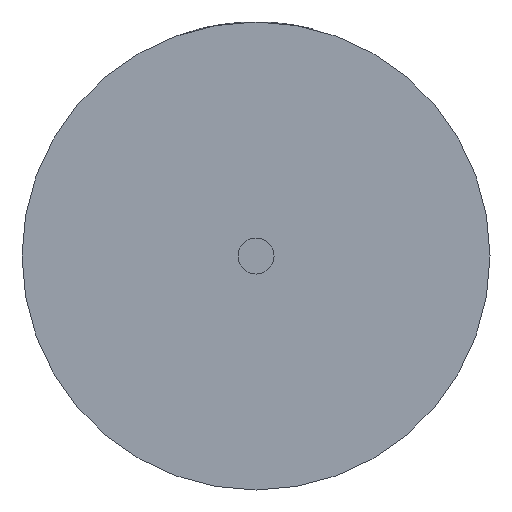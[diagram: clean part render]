
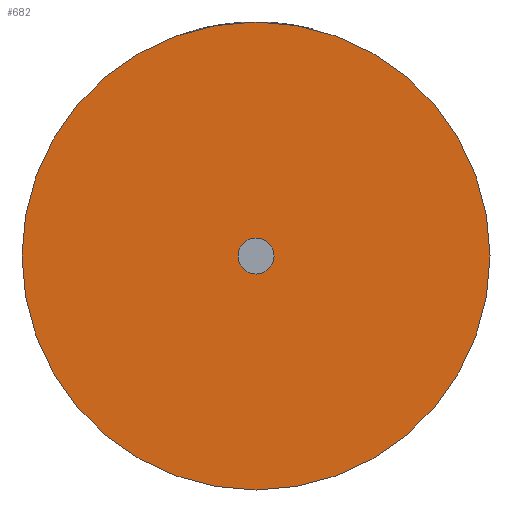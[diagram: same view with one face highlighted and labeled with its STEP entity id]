
A CAD part, front view. The second image highlights one B-rep face of the part: STEP entity #682.
In plain terms, the highlighted planar face has unit normal (0, -1, 0).
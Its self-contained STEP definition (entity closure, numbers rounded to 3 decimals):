
#62 = FACE_OUTER_BOUND ( 'NONE', #595, .T. ) ;
#77 = CARTESIAN_POINT ( 'NONE',  ( 0., 0., -6.5 ) ) ;
#94 = DIRECTION ( 'NONE',  ( 0., 0., 1. ) ) ;
#100 = CIRCLE ( 'NONE', #1240, 0.5 ) ;
#120 = CIRCLE ( 'NONE', #358, 0.5 ) ;
#170 = CARTESIAN_POINT ( 'NONE',  ( 0., 0., 0. ) ) ;
#266 = CARTESIAN_POINT ( 'NONE',  ( 0., 0., 0. ) ) ;
#286 = VERTEX_POINT ( 'NONE', #824 ) ;
#358 = AXIS2_PLACEMENT_3D ( 'NONE', #784, #1100, #978 ) ;
#390 = DIRECTION ( 'NONE',  ( 0., 0., 1. ) ) ;
#407 = VERTEX_POINT ( 'NONE', #667 ) ;
#409 = DIRECTION ( 'NONE',  ( 0., 1., 0. ) ) ;
#445 = EDGE_LOOP ( 'NONE', ( #738, #870 ) ) ;
#464 = CIRCLE ( 'NONE', #605, 6.5 ) ;
#501 = CARTESIAN_POINT ( 'NONE',  ( 0., 0., 0. ) ) ;
#595 = EDGE_LOOP ( 'NONE', ( #671, #867 ) ) ;
#598 = CARTESIAN_POINT ( 'NONE',  ( 0., 0., 0. ) ) ;
#601 = EDGE_CURVE ( 'NONE', #286, #407, #120, .T. ) ;
#605 = AXIS2_PLACEMENT_3D ( 'NONE', #266, #1010, #931 ) ;
#645 = AXIS2_PLACEMENT_3D ( 'NONE', #501, #409, #94 ) ;
#667 = CARTESIAN_POINT ( 'NONE',  ( 0., 0., -0.5 ) ) ;
#671 = ORIENTED_EDGE ( 'NONE', *, *, #1179, .F. ) ;
#679 = EDGE_CURVE ( 'NONE', #407, #286, #100, .T. ) ;
#682 = ADVANCED_FACE ( 'NONE', ( #1215, #62 ), #807, .F. ) ;
#683 = VERTEX_POINT ( 'NONE', #77 ) ;
#687 = DIRECTION ( 'NONE',  ( 0., -1., 0. ) ) ;
#738 = ORIENTED_EDGE ( 'NONE', *, *, #601, .F. ) ;
#784 = CARTESIAN_POINT ( 'NONE',  ( 0., 0., 0. ) ) ;
#807 = PLANE ( 'NONE',  #1306 ) ;
#824 = CARTESIAN_POINT ( 'NONE',  ( 0., 0., 0.5 ) ) ;
#867 = ORIENTED_EDGE ( 'NONE', *, *, #1355, .F. ) ;
#870 = ORIENTED_EDGE ( 'NONE', *, *, #679, .F. ) ;
#882 = CIRCLE ( 'NONE', #645, 6.5 ) ;
#895 = DIRECTION ( 'NONE',  ( 0., 0., 1. ) ) ;
#900 = CARTESIAN_POINT ( 'NONE',  ( 0., 0., 6.5 ) ) ;
#909 = DIRECTION ( 'NONE',  ( 0., 1., 0. ) ) ;
#931 = DIRECTION ( 'NONE',  ( 0., 0., 1. ) ) ;
#978 = DIRECTION ( 'NONE',  ( 0., 0., 1. ) ) ;
#1010 = DIRECTION ( 'NONE',  ( 0., 1., 0. ) ) ;
#1100 = DIRECTION ( 'NONE',  ( 0., -1., 0. ) ) ;
#1179 = EDGE_CURVE ( 'NONE', #683, #1254, #464, .T. ) ;
#1215 = FACE_BOUND ( 'NONE', #445, .T. ) ;
#1240 = AXIS2_PLACEMENT_3D ( 'NONE', #170, #687, #895 ) ;
#1254 = VERTEX_POINT ( 'NONE', #900 ) ;
#1306 = AXIS2_PLACEMENT_3D ( 'NONE', #598, #909, #390 ) ;
#1355 = EDGE_CURVE ( 'NONE', #1254, #683, #882, .T. ) ;
